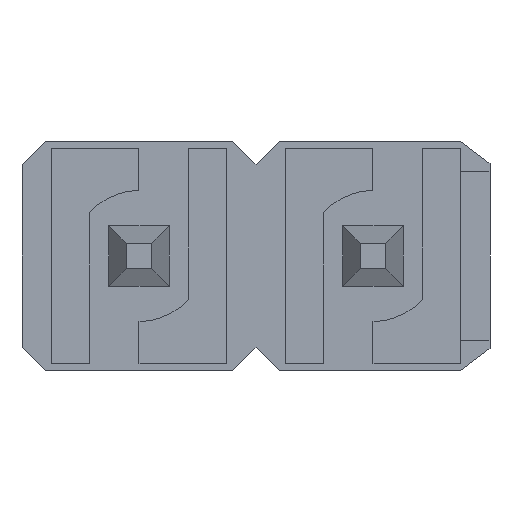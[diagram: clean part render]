
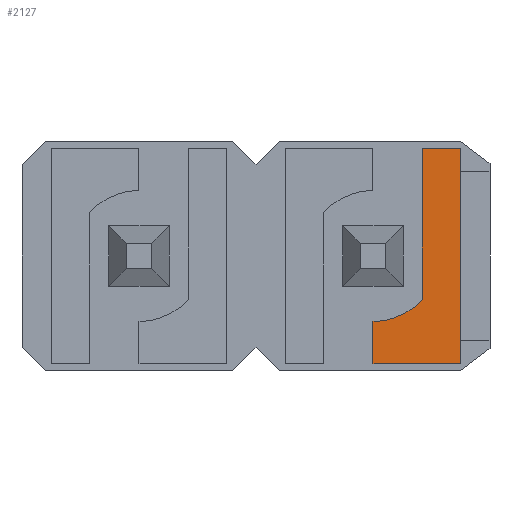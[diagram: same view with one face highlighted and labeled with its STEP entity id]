
A CAD part, front view. The second image highlights one B-rep face of the part: STEP entity #2127.
In plain terms, the highlighted planar face has unit normal (0, -1, 0).
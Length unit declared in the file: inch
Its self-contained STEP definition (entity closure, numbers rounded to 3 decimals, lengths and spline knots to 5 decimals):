
#44=CIRCLE('',#2274,0.028);
#86=FACE_OUTER_BOUND('',#210,.T.);
#210=EDGE_LOOP('',(#1552,#1553,#1554,#1555,#1556,#1557));
#343=LINE('',#3011,#613);
#434=LINE('',#3208,#704);
#444=LINE('',#3229,#714);
#445=LINE('',#3231,#715);
#446=LINE('',#3234,#716);
#613=VECTOR('',#2428,0.092);
#704=VECTOR('',#2597,0.0165);
#714=VECTOR('',#2615,0.0375);
#715=VECTOR('',#2616,0.06452);
#716=VECTOR('',#2619,0.018);
#884=VERTEX_POINT('',#3008);
#885=VERTEX_POINT('',#3010);
#952=VERTEX_POINT('',#3206);
#959=VERTEX_POINT('',#3228);
#960=VERTEX_POINT('',#3230);
#961=VERTEX_POINT('',#3232);
#1071=EDGE_CURVE('',#885,#884,#343,.T.);
#1170=EDGE_CURVE('',#884,#952,#434,.T.);
#1180=EDGE_CURVE('',#885,#959,#444,.T.);
#1181=EDGE_CURVE('',#952,#960,#445,.T.);
#1182=EDGE_CURVE('',#961,#960,#44,.T.);
#1183=EDGE_CURVE('',#959,#961,#446,.T.);
#1552=ORIENTED_EDGE('',*,*,#1180,.F.);
#1553=ORIENTED_EDGE('',*,*,#1071,.T.);
#1554=ORIENTED_EDGE('',*,*,#1170,.T.);
#1555=ORIENTED_EDGE('',*,*,#1181,.T.);
#1556=ORIENTED_EDGE('',*,*,#1182,.F.);
#1557=ORIENTED_EDGE('',*,*,#1183,.F.);
#1902=PLANE('',#2273);
#2127=ADVANCED_FACE('',(#86),#1902,.T.);
#2273=AXIS2_PLACEMENT_3D('',#3227,#2613,#2614);
#2274=AXIS2_PLACEMENT_3D('',#3233,#2617,#2618);
#2428=DIRECTION('',(0.,0.,1.));
#2597=DIRECTION('',(-1.,0.,0.));
#2613=DIRECTION('center_axis',(0.,-1.,0.));
#2614=DIRECTION('ref_axis',(0.,0.,1.));
#2615=DIRECTION('',(-1.,0.,0.));
#2616=DIRECTION('',(0.,0.,-1.));
#2617=DIRECTION('center_axis',(0.,-1.,0.));
#2618=DIRECTION('ref_axis',(0.,0.,-1.));
#2619=DIRECTION('',(0.,0.,1.));
#3008=CARTESIAN_POINT('',(1.7875,-0.045,0.046));
#3010=CARTESIAN_POINT('',(1.7875,-0.045,-0.046));
#3011=CARTESIAN_POINT('',(1.7875,-0.045,-0.046));
#3206=CARTESIAN_POINT('',(1.771,-0.045,0.046));
#3208=CARTESIAN_POINT('',(1.7875,-0.045,0.046));
#3227=CARTESIAN_POINT('Origin',(1.7875,-0.045,-0.046));
#3228=CARTESIAN_POINT('',(1.75,-0.045,-0.046));
#3229=CARTESIAN_POINT('',(1.7875,-0.045,-0.046));
#3230=CARTESIAN_POINT('',(1.771,-0.045,-0.01852));
#3231=CARTESIAN_POINT('',(1.771,-0.045,0.046));
#3232=CARTESIAN_POINT('',(1.75,-0.045,-0.028));
#3233=CARTESIAN_POINT('Origin',(1.75,-0.045,0.));
#3234=CARTESIAN_POINT('',(1.75,-0.045,-0.046));
